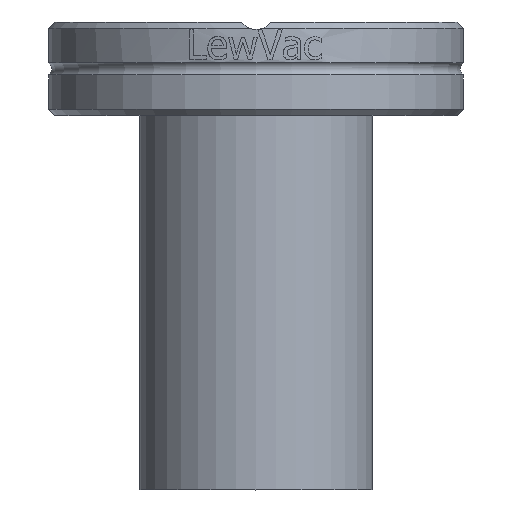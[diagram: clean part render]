
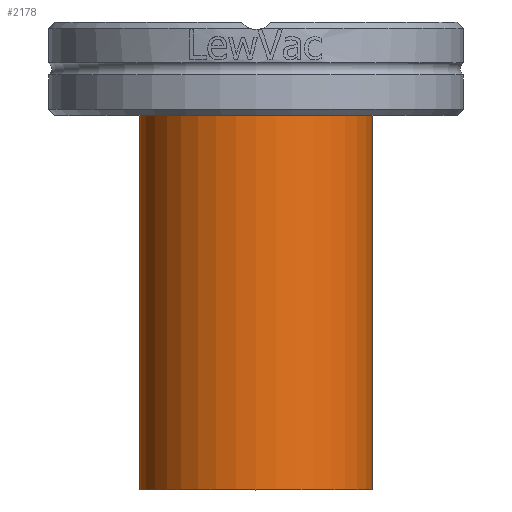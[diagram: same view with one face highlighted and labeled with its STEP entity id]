
A CAD part, top view. The second image highlights one B-rep face of the part: STEP entity #2178.
In plain terms, the highlighted cylindrical face has radius 9.5 mm (diameter 19 mm), a full revolution.
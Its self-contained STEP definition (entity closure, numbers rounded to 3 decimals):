
#422=CYLINDRICAL_SURFACE('',#2392,9.5);
#505=FACE_BOUND('',#716,.T.);
#566=FACE_OUTER_BOUND('',#715,.T.);
#715=EDGE_LOOP('',(#1541));
#716=EDGE_LOOP('',(#1542));
#904=CIRCLE('',#2393,9.5);
#905=CIRCLE('',#2394,9.5);
#992=VERTEX_POINT('',#3167);
#993=VERTEX_POINT('',#3169);
#1217=EDGE_CURVE('',#992,#992,#904,.T.);
#1218=EDGE_CURVE('',#993,#993,#905,.T.);
#1541=ORIENTED_EDGE('',*,*,#1217,.F.);
#1542=ORIENTED_EDGE('',*,*,#1218,.F.);
#2178=ADVANCED_FACE('',(#566,#505),#422,.T.);
#2392=AXIS2_PLACEMENT_3D('',#3166,#2635,#2636);
#2393=AXIS2_PLACEMENT_3D('',#3168,#2637,#2638);
#2394=AXIS2_PLACEMENT_3D('',#3170,#2639,#2640);
#2635=DIRECTION('center_axis',(0.,0.,1.));
#2636=DIRECTION('ref_axis',(-1.,0.,0.));
#2637=DIRECTION('center_axis',(0.,0.,1.));
#2638=DIRECTION('ref_axis',(-1.,0.,0.));
#2639=DIRECTION('center_axis',(0.,0.,-1.));
#2640=DIRECTION('ref_axis',(-1.,0.,0.));
#3166=CARTESIAN_POINT('Origin',(0.,0.,0.));
#3167=CARTESIAN_POINT('',(9.5,0.,33.7));
#3168=CARTESIAN_POINT('Origin',(0.,0.,33.7));
#3169=CARTESIAN_POINT('',(9.5,0.,0.));
#3170=CARTESIAN_POINT('Origin',(0.,0.,0.));
